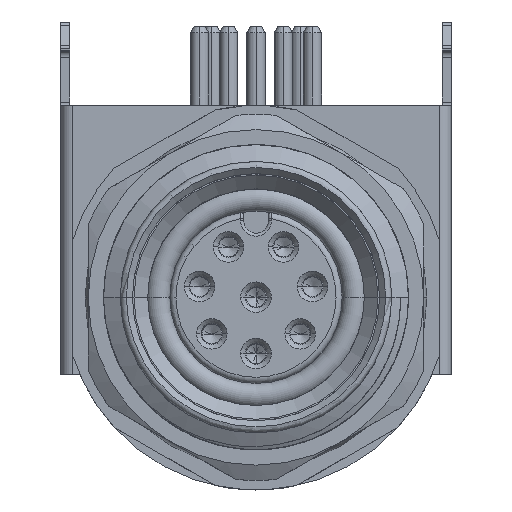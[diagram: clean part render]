
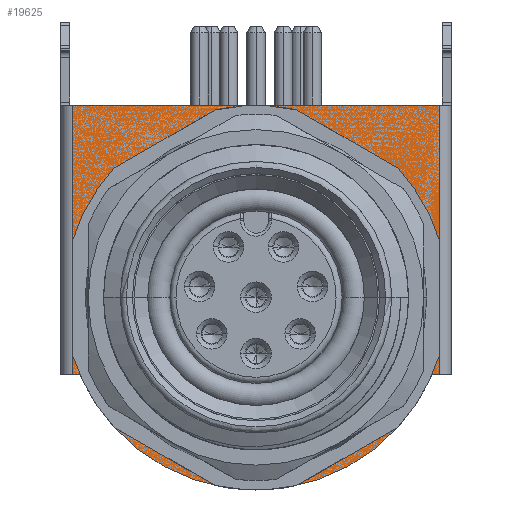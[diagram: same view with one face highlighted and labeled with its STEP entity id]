
A CAD part, top view. The second image highlights one B-rep face of the part: STEP entity #19625.
In plain terms, the highlighted planar face has unit normal (0, 0, 1).
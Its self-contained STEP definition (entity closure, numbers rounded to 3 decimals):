
#17678=DIRECTION('',(0.,1.,0.));
#17679=VECTOR('',#17678,8.8);
#17680=CARTESIAN_POINT('',(6.,-2.5,-5.8));
#17681=LINE('',#17680,#17679);
#18018=DIRECTION('',(-1.,0.,0.));
#18019=VECTOR('',#18018,12.);
#18020=CARTESIAN_POINT('',(6.,6.3,-5.8));
#18021=LINE('',#18020,#18019);
#18389=DIRECTION('',(0.,-1.,0.));
#18390=VECTOR('',#18389,8.8);
#18391=CARTESIAN_POINT('',(-6.,6.3,-5.8));
#18392=LINE('',#18391,#18390);
#18397=DIRECTION('',(-1.,0.,0.));
#18398=VECTOR('',#18397,0.217);
#18399=CARTESIAN_POINT('',(6.,-2.5,-5.8));
#18400=LINE('',#18399,#18398);
#18401=CARTESIAN_POINT('',(0.,0.,-5.8));
#18402=DIRECTION('',(0.,0.,-1.));
#18403=DIRECTION('',(0.918,-0.397,0.));
#18404=AXIS2_PLACEMENT_3D('',#18401,#18402,#18403);
#18406=DIRECTION('',(-1.,0.,0.));
#18407=VECTOR('',#18406,0.217);
#18408=CARTESIAN_POINT('',(-5.783,-2.5,-5.8));
#18409=LINE('',#18408,#18407);
#18410=CARTESIAN_POINT('',(-5.15,0.,-5.8));
#18411=CARTESIAN_POINT('',(-5.15,-0.271,-5.8));
#18412=CARTESIAN_POINT('',(-5.108,-0.806,-5.8));
#18413=CARTESIAN_POINT('',(-4.919,-1.596,-5.8));
#18414=CARTESIAN_POINT('',(-4.607,-2.348,-5.8));
#18415=CARTESIAN_POINT('',(-4.188,-3.033,-5.8));
#18416=CARTESIAN_POINT('',(-3.657,-3.657,-5.8));
#18417=CARTESIAN_POINT('',(-3.036,-4.187,-5.8));
#18418=CARTESIAN_POINT('',(-2.34,-4.612,-5.8));
#18419=CARTESIAN_POINT('',(-1.587,-4.922,-5.8));
#18420=CARTESIAN_POINT('',(-0.797,-5.109,-5.8));
#18421=CARTESIAN_POINT('',(0.012,-5.171,-5.8));
#18422=CARTESIAN_POINT('',(0.819,-5.106,-5.8));
#18423=CARTESIAN_POINT('',(1.605,-4.916,-5.8));
#18424=CARTESIAN_POINT('',(2.352,-4.605,-5.8));
#18425=CARTESIAN_POINT('',(3.042,-4.182,-5.8));
#18426=CARTESIAN_POINT('',(3.658,-3.655,-5.8));
#18427=CARTESIAN_POINT('',(4.186,-3.036,-5.8));
#18428=CARTESIAN_POINT('',(4.604,-2.353,-5.8));
#18429=CARTESIAN_POINT('',(4.916,-1.604,-5.8));
#18430=CARTESIAN_POINT('',(5.107,-0.812,-5.8));
#18431=CARTESIAN_POINT('',(5.15,-0.273,-5.8));
#18432=CARTESIAN_POINT('',(5.15,0.,-5.8));
#18434=CARTESIAN_POINT('',(5.15,0.,-5.8));
#18435=CARTESIAN_POINT('',(5.15,0.271,-5.8));
#18436=CARTESIAN_POINT('',(5.108,0.806,-5.8));
#18437=CARTESIAN_POINT('',(4.919,1.596,-5.8));
#18438=CARTESIAN_POINT('',(4.607,2.348,-5.8));
#18439=CARTESIAN_POINT('',(4.188,3.033,-5.8));
#18440=CARTESIAN_POINT('',(3.657,3.657,-5.8));
#18441=CARTESIAN_POINT('',(3.036,4.187,-5.8));
#18442=CARTESIAN_POINT('',(2.34,4.612,-5.8));
#18443=CARTESIAN_POINT('',(1.587,4.922,-5.8));
#18444=CARTESIAN_POINT('',(0.797,5.109,-5.8));
#18445=CARTESIAN_POINT('',(-0.012,5.171,-5.8));
#18446=CARTESIAN_POINT('',(-0.819,5.106,-5.8));
#18447=CARTESIAN_POINT('',(-1.605,4.916,-5.8));
#18448=CARTESIAN_POINT('',(-2.352,4.605,-5.8));
#18449=CARTESIAN_POINT('',(-3.042,4.182,-5.8));
#18450=CARTESIAN_POINT('',(-3.658,3.655,-5.8));
#18451=CARTESIAN_POINT('',(-4.186,3.036,-5.8));
#18452=CARTESIAN_POINT('',(-4.604,2.353,-5.8));
#18453=CARTESIAN_POINT('',(-4.916,1.604,-5.8));
#18454=CARTESIAN_POINT('',(-5.107,0.812,-5.8));
#18455=CARTESIAN_POINT('',(-5.15,0.273,-5.8));
#18456=CARTESIAN_POINT('',(-5.15,0.,-5.8));
#18805=VERTEX_POINT('',#18410);
#18806=VERTEX_POINT('',#18432);
#18843=CARTESIAN_POINT('',(6.,-2.5,-5.8));
#18844=VERTEX_POINT('',#18843);
#18845=CARTESIAN_POINT('',(6.,6.3,-5.8));
#18846=VERTEX_POINT('',#18845);
#18851=CARTESIAN_POINT('',(5.783,-2.5,-5.8));
#18852=VERTEX_POINT('',#18851);
#18879=CARTESIAN_POINT('',(-6.,6.3,-5.8));
#18880=VERTEX_POINT('',#18879);
#18941=CARTESIAN_POINT('',(-6.,-2.5,-5.8));
#18942=VERTEX_POINT('',#18941);
#18943=CARTESIAN_POINT('',(-5.783,-2.5,-5.8));
#18944=VERTEX_POINT('',#18943);
#19604=CARTESIAN_POINT('',(6.4,-2.5,-5.8));
#19605=DIRECTION('',(0.,0.,1.));
#19606=DIRECTION('',(0.,1.,0.));
#19607=AXIS2_PLACEMENT_3D('',#19604,#19605,#19606);
#19608=PLANE('',#19607);
#19609=ORIENTED_EDGE('',*,*,#19596,.F.);
#19610=ORIENTED_EDGE('',*,*,#19403,.F.);
#19611=ORIENTED_EDGE('',*,*,#19036,.F.);
#19612=ORIENTED_EDGE('',*,*,#19057,.T.);
#19614=ORIENTED_EDGE('',*,*,#19613,.T.);
#19616=ORIENTED_EDGE('',*,*,#19615,.T.);
#19617=EDGE_LOOP('',(#19609,#19610,#19611,#19612,#19614,#19616));
#19618=FACE_OUTER_BOUND('',#19617,.F.);
#19620=ORIENTED_EDGE('',*,*,#19619,.T.);
#19622=ORIENTED_EDGE('',*,*,#19621,.T.);
#19623=EDGE_LOOP('',(#19620,#19622));
#19624=FACE_BOUND('',#19623,.F.);
#18405=CIRCLE('',#18404,6.3);
#18433=B_SPLINE_CURVE_WITH_KNOTS('',3,(#18410,#18411,#18412,#18413,#18414,
#18415,#18416,#18417,#18418,#18419,#18420,#18421,#18422,#18423,#18424,#18425,
#18426,#18427,#18428,#18429,#18430,#18431,#18432),.UNSPECIFIED.,.F.,.F.,(4,1,1,
1,1,1,1,1,1,1,1,1,1,1,1,1,1,1,1,1,4),(0.,0.05,0.1,0.15,0.2,0.25,
0.3,0.35,0.4,0.45,0.5,0.55,0.6,0.65,0.7,0.75,0.8,0.85,
0.9,0.95,1.),.UNSPECIFIED.);
#18457=B_SPLINE_CURVE_WITH_KNOTS('',3,(#18434,#18435,#18436,#18437,#18438,
#18439,#18440,#18441,#18442,#18443,#18444,#18445,#18446,#18447,#18448,#18449,
#18450,#18451,#18452,#18453,#18454,#18455,#18456),.UNSPECIFIED.,.F.,.F.,(4,1,1,
1,1,1,1,1,1,1,1,1,1,1,1,1,1,1,1,1,4),(0.,0.05,0.1,0.15,0.2,0.25,
0.3,0.35,0.4,0.45,0.5,0.55,0.6,0.65,0.7,0.75,0.8,0.85,
0.9,0.95,1.),.UNSPECIFIED.);
#19036=EDGE_CURVE('',#18844,#18846,#17681,.T.);
#19057=EDGE_CURVE('',#18844,#18852,#18400,.T.);
#19403=EDGE_CURVE('',#18846,#18880,#18021,.T.);
#19596=EDGE_CURVE('',#18880,#18942,#18392,.T.);
#19613=EDGE_CURVE('',#18852,#18944,#18405,.T.);
#19615=EDGE_CURVE('',#18944,#18942,#18409,.T.);
#19619=EDGE_CURVE('',#18805,#18806,#18433,.T.);
#19621=EDGE_CURVE('',#18806,#18805,#18457,.T.);
#19625=ADVANCED_FACE('',(#19618,#19624),#19608,.T.);
